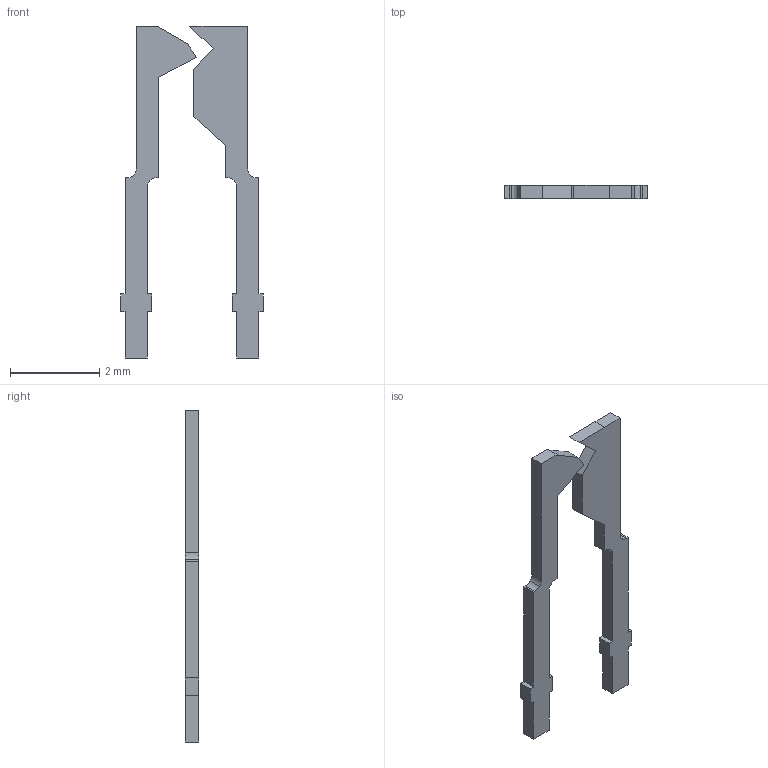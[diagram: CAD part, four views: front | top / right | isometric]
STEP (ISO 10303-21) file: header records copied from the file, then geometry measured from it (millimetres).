
FILE_DESCRIPTION (( 'STEP AP214' ), '1' );
FILE_NAME ('Led_3mm_Vermelho_Transparente v1 leads.STEP', '2025-06-18T11:55:46', ( '' ), ( '' ), 'SwSTEP 2.0', 'SolidWorks 2024', '' );
FILE_SCHEMA (( 'AUTOMOTIVE_DESIGN' ));
Length unit declared in the file: millimetre
Products named in the file (1): Led_3mm_Vermelho_Transparente v1 leads
Bounding box: 3.2 x 0.3 x 7.43 mm (x, y, z)
Volume: 2.9 mm3; surface area: 30 mm2
Topology: 2 solids, 2 shells, 53 faces, 147 edges, 98 vertices
Faces by surface type: plane 45, cylinder 8
Entity records: 2292 total; most frequent: CARTESIAN_POINT 299, ORIENTED_EDGE 294, DIRECTION 271, EDGE_CURVE 147, LINE 131, VECTOR 131, VERTEX_POINT 98, AXIS2_PLACEMENT_3D 70
